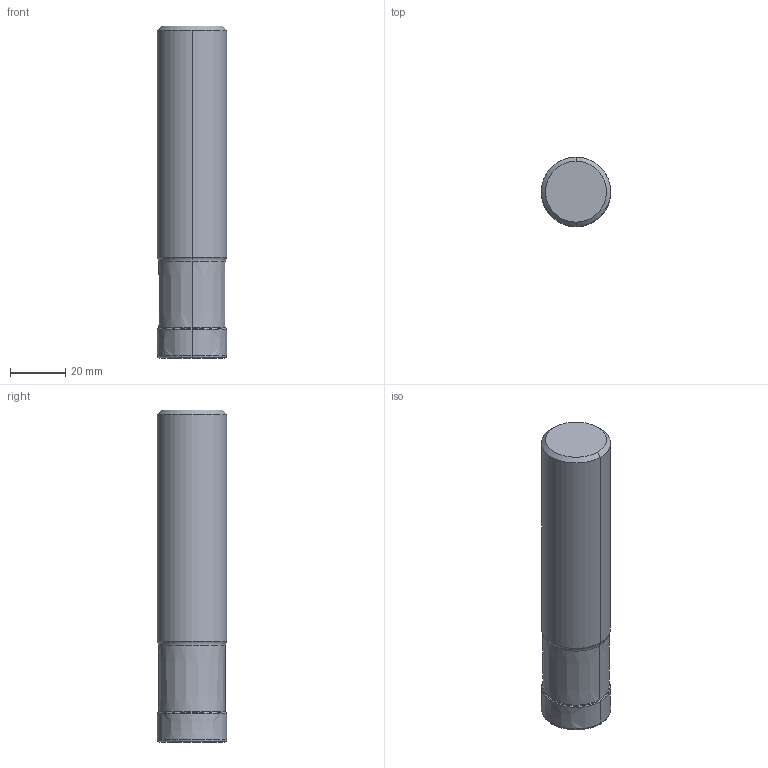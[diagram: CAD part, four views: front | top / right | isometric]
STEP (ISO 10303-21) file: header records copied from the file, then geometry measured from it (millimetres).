
FILE_DESCRIPTION (( 'STEP AP214' ), '1' );
FILE_NAME ('7801102.STEP', '2024-10-18T01:11:18', ( '' ), ( '' ), 'SwSTEP 2.0', 'SolidWorks 2021', '' );
FILE_SCHEMA (( 'AUTOMOTIVE_DESIGN' ));
Length unit declared in the file: millimetre
Products named in the file (1): 7801102
Bounding box: 25.06 x 25.06 x 119.92 mm (x, y, z)
Volume: 57452 mm3; surface area: 10307.6 mm2
Topology: 1 solids, 1 shells, 40 faces, 86 edges, 48 vertices
Faces by surface type: bspline 24, cone 6, torus 6, cylinder 2, plane 2
Entity records: 1562 total; most frequent: CARTESIAN_POINT 767, ORIENTED_EDGE 172, DIRECTION 150, EDGE_CURVE 86, AXIS2_PLACEMENT_3D 71, CIRCLE 54, VERTEX_POINT 48, EDGE_LOOP 40
